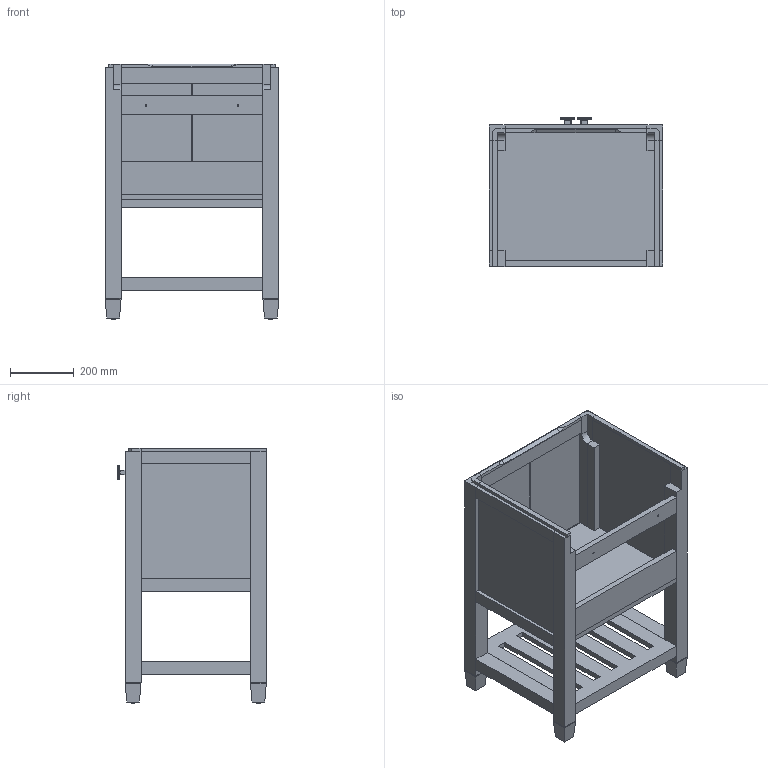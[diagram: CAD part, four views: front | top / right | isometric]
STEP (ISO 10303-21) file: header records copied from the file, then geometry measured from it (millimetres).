
FILE_DESCRIPTION((''),'2;1');
FILE_NAME('9045102_ASM','2020-12-16T11:20:24',('25393'),(''),'CREO PARAMETRIC BY PTC INC, 2018020','CREO PARAMETRIC BY PTC INC, 2018020','');
FILE_SCHEMA(('CONFIG_CONTROL_DESIGN'));
Length unit declared in the file: millimetre
Products named in the file (24): 001; 001-2; 001-1_AF0; 001-1_AF1; 002; 015; 003; 004; 005; 006_AF0; 006_AF1; 008; 009; 010; 007_AF0; 011; 012; 013; 014; 016_AF0; 016_AF1; JCFLS001CH-012; 007; 9045102_ASM
Assembly tree (35 placements, depth 2):
  9045102_ASM
    001
    001-2
    001-1_AF0
    001-1_AF1
    002
    015
    003  x2
    004
    005  x4
    006_AF0
    006_AF1
    008
    009
    010
    007_AF0
    011  x2
    012
    013  x4
    014  x4
    016_AF0
    016_AF1
    JCFLS001CH-012  x2
    007
Bounding box: 546 x 467.5 x 804.5 mm (x, y, z)
Volume: 25235672.1 mm3; surface area: 3273639.7 mm2
Topology: 35 solids, 35 shells, 403 faces, 891 edges, 558 vertices
Faces by surface type: plane 299, cylinder 56, cone 24, bspline 16, torus 8
Entity records: 8165 total; most frequent: CARTESIAN_POINT 1471, DIRECTION 1333, ORIENTED_EDGE 1226, EDGE_CURVE 613, VECTOR 529, LINE 529, AXIS2_PLACEMENT_3D 402, VERTEX_POINT 392
